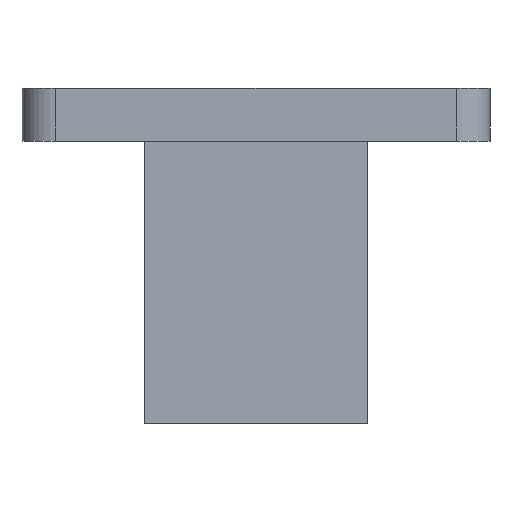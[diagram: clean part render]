
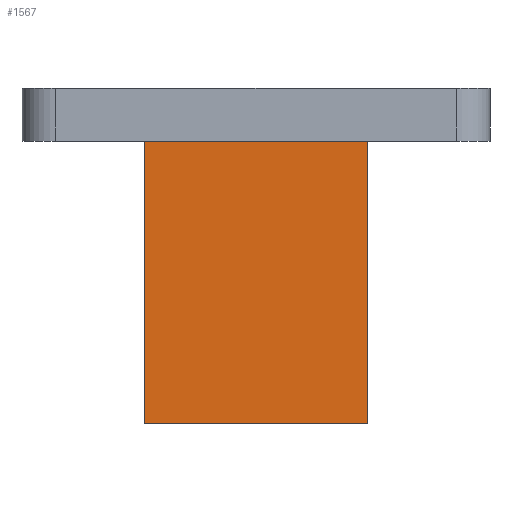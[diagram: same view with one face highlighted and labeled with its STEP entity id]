
A CAD part, front view. The second image highlights one B-rep face of the part: STEP entity #1567.
In plain terms, the highlighted planar face has unit normal (0, -1, 0).
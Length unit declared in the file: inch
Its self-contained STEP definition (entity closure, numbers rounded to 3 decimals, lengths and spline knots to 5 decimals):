
#10 = LINE ( 'NONE', #4847, #77 ) ;
#77 = VECTOR ( 'NONE', #3509, 39.37008 ) ;
#120 = CARTESIAN_POINT ( 'NONE',  ( 0.5, -0.25, -0.23622 ) ) ;
#136 = LINE ( 'NONE', #5531, #2551 ) ;
#273 = ORIENTED_EDGE ( 'NONE', *, *, #2803, .T. ) ;
#279 = LINE ( 'NONE', #3239, #1409 ) ;
#393 = DIRECTION ( 'NONE',  ( 0., 0., -1. ) ) ;
#670 = EDGE_CURVE ( 'NONE', #3139, #1708, #4388, .T. ) ;
#1034 = DIRECTION ( 'NONE',  ( 0., 0., 1. ) ) ;
#1057 = ORIENTED_EDGE ( 'NONE', *, *, #670, .T. ) ;
#1172 = VECTOR ( 'NONE', #2420, 39.37008 ) ;
#1385 = EDGE_LOOP ( 'NONE', ( #3027, #273, #1519, #1057 ) ) ;
#1409 = VECTOR ( 'NONE', #1034, 39.37008 ) ;
#1519 = ORIENTED_EDGE ( 'NONE', *, *, #3698, .F. ) ;
#1567 = ADVANCED_FACE ( 'NONE', ( #4308 ), #5464, .T. ) ;
#1707 = VERTEX_POINT ( 'NONE', #4730 ) ;
#1708 = VERTEX_POINT ( 'NONE', #3497 ) ;
#1709 = DIRECTION ( 'NONE',  ( 0., 0., 1. ) ) ;
#2420 = DIRECTION ( 'NONE',  ( 1., 0., 0. ) ) ;
#2551 = VECTOR ( 'NONE', #1709, 39.37008 ) ;
#2622 = AXIS2_PLACEMENT_3D ( 'NONE', #4662, #4643, #393 ) ;
#2803 = EDGE_CURVE ( 'NONE', #3278, #1707, #10, .T. ) ;
#3027 = ORIENTED_EDGE ( 'NONE', *, *, #4129, .T. ) ;
#3139 = VERTEX_POINT ( 'NONE', #5095 ) ;
#3239 = CARTESIAN_POINT ( 'NONE',  ( -0.5, -0.25, -1.5 ) ) ;
#3276 = CARTESIAN_POINT ( 'NONE',  ( -0.5, -0.25, -1.5 ) ) ;
#3278 = VERTEX_POINT ( 'NONE', #120 ) ;
#3497 = CARTESIAN_POINT ( 'NONE',  ( 0.5, -0.25, -1.5 ) ) ;
#3509 = DIRECTION ( 'NONE',  ( -1., 0., 0. ) ) ;
#3698 = EDGE_CURVE ( 'NONE', #3139, #1707, #279, .T. ) ;
#4129 = EDGE_CURVE ( 'NONE', #1708, #3278, #136, .T. ) ;
#4308 = FACE_OUTER_BOUND ( 'NONE', #1385, .T. ) ;
#4388 = LINE ( 'NONE', #3276, #1172 ) ;
#4643 = DIRECTION ( 'NONE',  ( 0., -1., 0. ) ) ;
#4662 = CARTESIAN_POINT ( 'NONE',  ( -0.5, -0.25, -1.5 ) ) ;
#4730 = CARTESIAN_POINT ( 'NONE',  ( -0.5, -0.25, -0.23622 ) ) ;
#4847 = CARTESIAN_POINT ( 'NONE',  ( 0., -0.25, -0.23622 ) ) ;
#5095 = CARTESIAN_POINT ( 'NONE',  ( -0.5, -0.25, -1.5 ) ) ;
#5464 = PLANE ( 'NONE',  #2622 ) ;
#5531 = CARTESIAN_POINT ( 'NONE',  ( 0.5, -0.25, -1.5 ) ) ;
